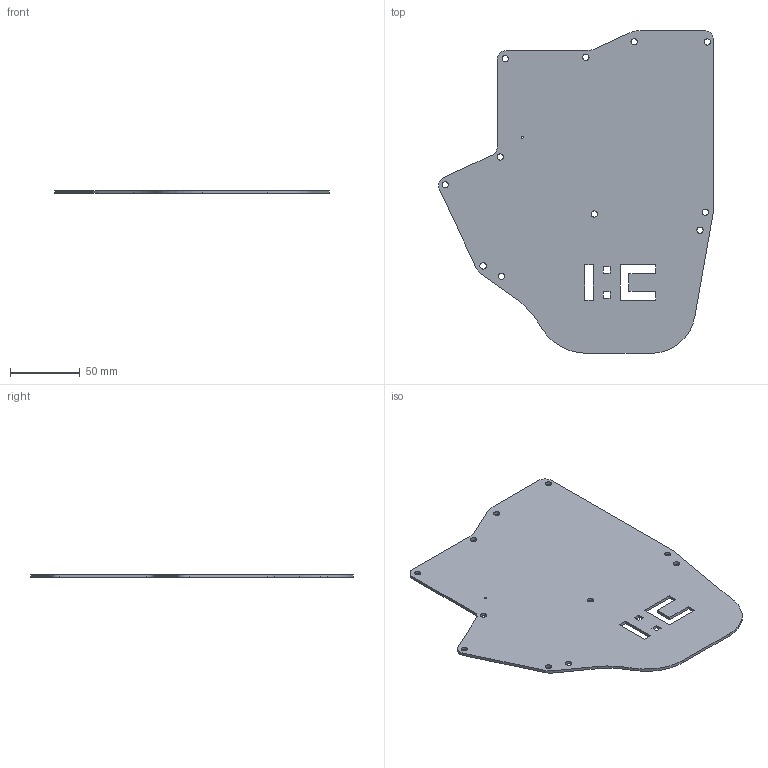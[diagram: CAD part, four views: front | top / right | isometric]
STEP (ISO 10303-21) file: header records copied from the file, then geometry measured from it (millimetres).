
FILE_DESCRIPTION (( 'STEP AP214' ), '1' );
FILE_NAME ('ergodox-full-hand-bottom-plate.STEP', '2017-03-23T16:09:50', ( 'bmuzzin' ), ( '' ), 'SwSTEP 2.0', 'SolidWorks 2015', '' );
FILE_SCHEMA (( 'AUTOMOTIVE_DESIGN' ));
Length unit declared in the file: millimetre
Products named in the file (1): ergodox-full-hand-bottom-plate
Bounding box: 196.54 x 230.96 x 2 mm (x, y, z)
Volume: 67526.4 mm3; surface area: 69805.5 mm2
Topology: 1 solids, 1 shells, 55 faces, 159 edges, 106 vertices
Faces by surface type: plane 33, cylinder 22
Full cylindrical faces by diameter (mm): 1.588 x1, 4.496 x11
Entity records: 1855 total; most frequent: CARTESIAN_POINT 309, DIRECTION 303, ORIENTED_EDGE 294, EDGE_CURVE 147, VERTEX_POINT 106, LINE 103, VECTOR 103, AXIS2_PLACEMENT_3D 100
